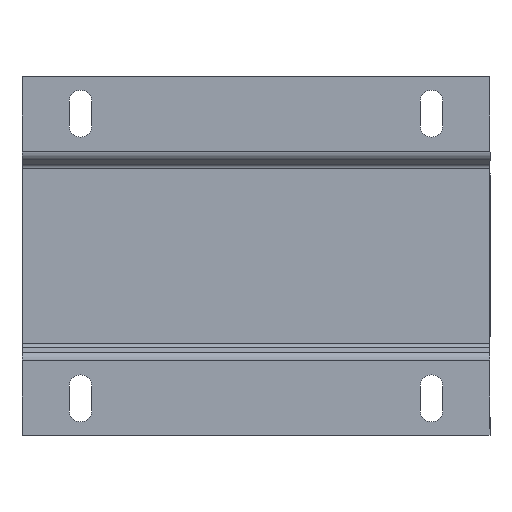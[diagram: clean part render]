
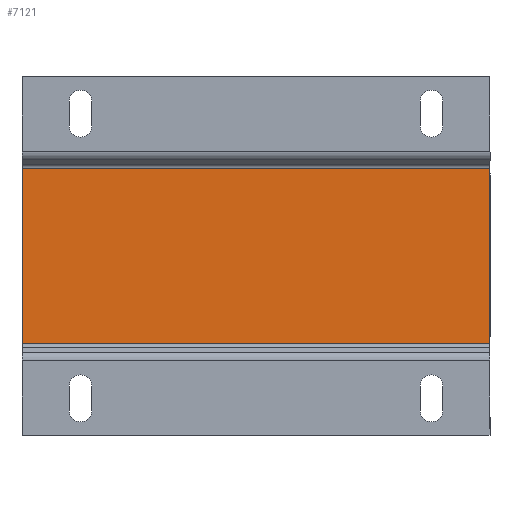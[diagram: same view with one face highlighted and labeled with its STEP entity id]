
A CAD part, front view. The second image highlights one B-rep face of the part: STEP entity #7121.
In plain terms, the highlighted planar face has unit normal (0, -1, 0).
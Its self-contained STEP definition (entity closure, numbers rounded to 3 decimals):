
#161 = VERTEX_POINT ( 'NONE', #3444 ) ;
#169 = LINE ( 'NONE', #8847, #3959 ) ;
#511 = LINE ( 'NONE', #2389, #3771 ) ;
#1306 = ORIENTED_EDGE ( 'NONE', *, *, #5343, .F. ) ;
#1332 = VECTOR ( 'NONE', #7591, 1000. ) ;
#1494 = DIRECTION ( 'NONE',  ( 0., 1., 0. ) ) ;
#1520 = ORIENTED_EDGE ( 'NONE', *, *, #6653, .F. ) ;
#2089 = CARTESIAN_POINT ( 'NONE',  ( 60., -51.5, -22.5 ) ) ;
#2389 = CARTESIAN_POINT ( 'NONE',  ( -60., -51.5, -46. ) ) ;
#2602 = EDGE_CURVE ( 'Defeature ausgef�hrt1_90+Defeature ausgef�hrt1_97+Defeature ausgef�hrt1_87+Defeature ausgef�hrt1_89', #6824, #8756, #4034, .T. ) ;
#2790 = VECTOR ( 'NONE', #3924, 1000. ) ;
#3149 = ORIENTED_EDGE ( 'NONE', *, *, #2602, .T. ) ;
#3444 = CARTESIAN_POINT ( 'NONE',  ( -60., -51.5, 22.5 ) ) ;
#3523 = CARTESIAN_POINT ( 'NONE',  ( 0., -51.5, 0. ) ) ;
#3764 = FACE_OUTER_BOUND ( 'NONE', #8444, .T. ) ;
#3771 = VECTOR ( 'NONE', #7292, 1000. ) ;
#3924 = DIRECTION ( 'NONE',  ( 1., 0., 0. ) ) ;
#3959 = VECTOR ( 'NONE', #4707, 1000. ) ;
#3973 = LINE ( 'NONE', #4590, #2790 ) ;
#4034 = LINE ( 'NONE', #8324, #1332 ) ;
#4070 = VERTEX_POINT ( 'NONE', #4149 ) ;
#4149 = CARTESIAN_POINT ( 'NONE',  ( 60., -51.5, 22.5 ) ) ;
#4590 = CARTESIAN_POINT ( 'NONE',  ( 0., -51.5, 22.5 ) ) ;
#4656 = EDGE_CURVE ( 'Defeature ausgef�hrt1_110+Defeature ausgef�hrt1_90+Defeature ausgef�hrt1_108+Defeature ausgef�hrt1_109', #161, #4070, #3973, .T. ) ;
#4707 = DIRECTION ( 'NONE',  ( 0., 0., -1. ) ) ;
#5343 = EDGE_CURVE ( 'Defeature ausgef�hrt1_89+Defeature ausgef�hrt1_90+Defeature ausgef�hrt1_109+Defeature ausgef�hrt1_96', #4070, #8756, #169, .T. ) ;
#5670 = ORIENTED_EDGE ( 'NONE', *, *, #4656, .F. ) ;
#6653 = EDGE_CURVE ( 'Defeature ausgef�hrt1_87+Defeature ausgef�hrt1_90+Defeature ausgef�hrt1_95+Defeature ausgef�hrt1_108', #6824, #161, #511, .T. ) ;
#6824 = VERTEX_POINT ( 'NONE', #7404 ) ;
#7121 = ADVANCED_FACE ( 'Defeature ausgef�hrt1_90', ( #3764 ), #7683, .F. ) ;
#7292 = DIRECTION ( 'NONE',  ( 0., 0., 1. ) ) ;
#7404 = CARTESIAN_POINT ( 'NONE',  ( -60., -51.5, -22.5 ) ) ;
#7591 = DIRECTION ( 'NONE',  ( 1., 0., 0. ) ) ;
#7683 = PLANE ( 'NONE',  #8873 ) ;
#8324 = CARTESIAN_POINT ( 'NONE',  ( 0., -51.5, -22.5 ) ) ;
#8417 = DIRECTION ( 'NONE',  ( -1., 0., 0. ) ) ;
#8444 = EDGE_LOOP ( 'NONE', ( #5670, #1520, #3149, #1306 ) ) ;
#8756 = VERTEX_POINT ( 'NONE', #2089 ) ;
#8847 = CARTESIAN_POINT ( 'NONE',  ( 60., -51.5, -46. ) ) ;
#8873 = AXIS2_PLACEMENT_3D ( 'NONE', #3523, #1494, #8417 ) ;
